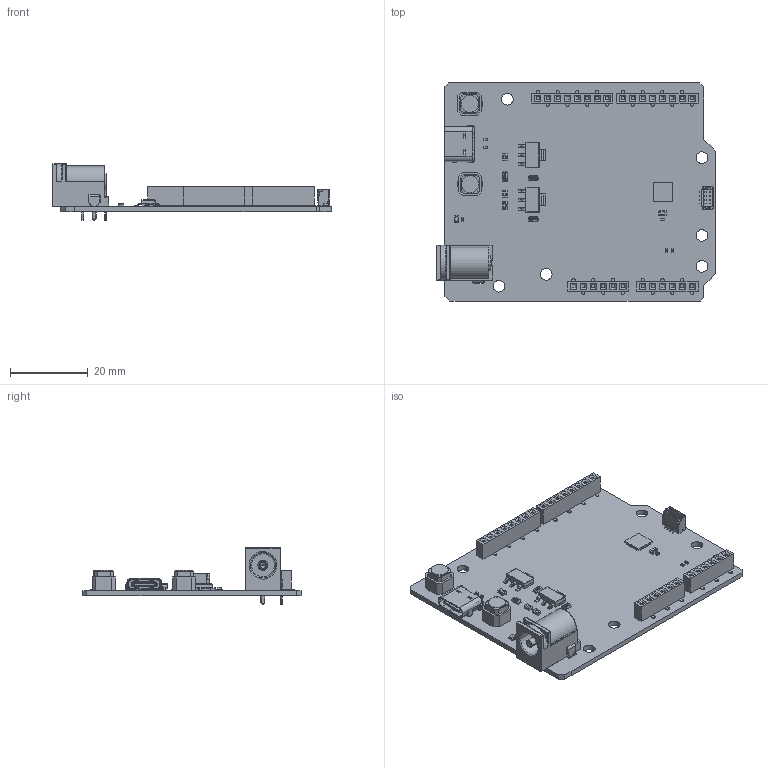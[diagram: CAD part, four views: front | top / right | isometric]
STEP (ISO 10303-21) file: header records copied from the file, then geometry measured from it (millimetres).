
FILE_DESCRIPTION(('Open CASCADE Model'),'2;1');
FILE_NAME('Open CASCADE Shape Model','2025-02-19T10:47:36',('Author'),( 'Open CASCADE'),'Open CASCADE STEP processor 7.5','Open CASCADE 7.5' ,'Unknown');
FILE_SCHEMA(('AUTOMOTIVE_DESIGN { 1 0 10303 214 1 1 1 1 }'));
Length unit declared in the file: millimetre
Products named in the file (60): PCB; Board; Open CASCADE STEP translator 7.5 4.1.1; STAT1; 0603 LED Green; Solid1; Solid4; R4; User Library-R SMD 0402; User Library-R SMD 0402_0402 BODY; User Library-R SMD 0402_0402 PAD; User Library-R SMD 0402_0402 OPIS; X8; 1x08 SMT Socket; D; DUELink-Connector-BM04B-SRSS-TB; IC2; SOT-223; C5; 0805 SMD Capacitor; R6; R5; IC1; D1; User Library-MicroSMP-1; User Library-MicroSMP-1_Body; User Library-MicroSMP-1_Pins; D2; D3; C3; C4; C2; C1; C0402; X6; DC_Jack-1; R18; R0402; 4380753536; Extruded ...
Assembly tree (73 placements, depth 4):
  PCB
    Board
      Open CASCADE STEP translator 7.5 4.1.1
    STAT1
      0603 LED Green
        Solid1
        Solid4
        Solid1
        Solid1
        Solid4
        Solid1
        Solid1
        Solid1
    R4
      User Library-R SMD 0402
        User Library-R SMD 0402_0402 BODY
        User Library-R SMD 0402_0402 PAD  x2
        User Library-R SMD 0402_0402 OPIS
    X8
      1x08 SMT Socket
    D
      DUELink-Connector-BM04B-SRSS-TB
    IC2
      SOT-223
    C5
      0805 SMD Capacitor
    R6
      User Library-R SMD 0402
        User Library-R SMD 0402_0402 BODY
        User Library-R SMD 0402_0402 PAD  x2
        User Library-R SMD 0402_0402 OPIS
    R5
      User Library-R SMD 0402
        User Library-R SMD 0402_0402 BODY
        User Library-R SMD 0402_0402 PAD  x2
        User Library-R SMD 0402_0402 OPIS
    IC1
      SOT-223
    D1
      User Library-MicroSMP-1
        User Library-MicroSMP-1_Body
        User Library-MicroSMP-1_Pins
    D2
      User Library-MicroSMP-1
        User Library-MicroSMP-1_Body
        User Library-MicroSMP-1_Pins
    D3
      User Library-MicroSMP-1
        User Library-MicroSMP-1_Body
        User Library-MicroSMP-1_Pins
    C3
      0805 SMD Capacitor
    C4
      0805 SMD Capacitor
    C2
      0805 SMD Capacitor
    C1
      C0402
    X6
      DC_Jack-1
Bounding box: 71.62 x 56 x 14.5 mm (x, y, z)
Volume: 7135.1 mm3; surface area: 13883.2 mm2
Topology: 191 solids, 203 shells, 7223 faces, 20562 edges, 15114 vertices
Faces by surface type: plane 4602, cylinder 1902, bspline 509, sphere 154, cone 30, torus 18, revolution 8
Full cylindrical faces by diameter (mm): 0.5 x2, 0.65 x2, 3 x6, 4.4 x2
Entity records: 199750 total; most frequent: CARTESIAN_POINT 43437, ORIENTED_EDGE 26218, DIRECTION 25824, EDGE_CURVE 13109, LINE 11000, VECTOR 11000, VERTEX_POINT 8482, AXIS2_PLACEMENT_3D 7408
